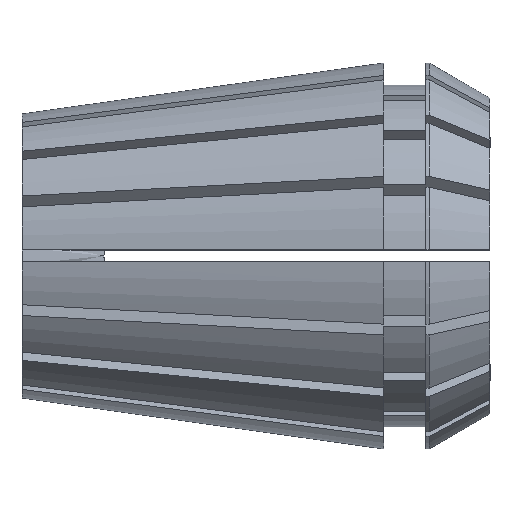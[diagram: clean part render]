
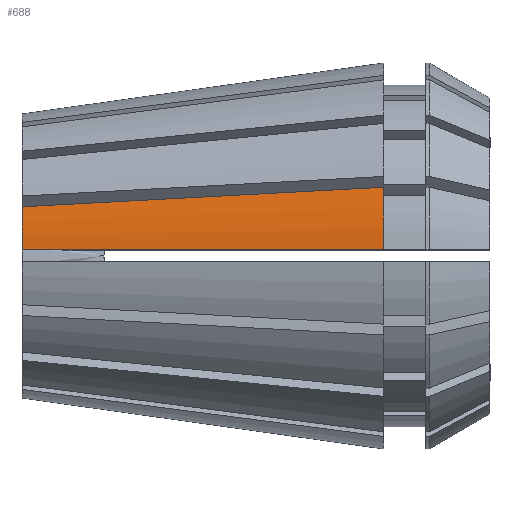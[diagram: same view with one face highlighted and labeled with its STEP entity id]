
A CAD part, top view. The second image highlights one B-rep face of the part: STEP entity #688.
In plain terms, the highlighted conical face has half-angle 8 degrees and reference radius 16.5 mm.
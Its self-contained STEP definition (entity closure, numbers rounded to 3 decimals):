
#2 = CARTESIAN_POINT ( 'NONE',  ( 27.645, 5.674, 15.006 ) ) ;
#71 = ORIENTED_EDGE ( 'NONE', *, *, #3096, .F. ) ;
#171 = CONICAL_SURFACE ( 'NONE', #3761, 16.5, 0.14 ) ;
#258 = AXIS2_PLACEMENT_3D ( 'NONE', #4246, #2006, #4667 ) ;
#602 = ORIENTED_EDGE ( 'NONE', *, *, #3273, .F. ) ;
#688 = ADVANCED_FACE ( 'NONE', ( #4606 ), #171, .T. ) ;
#1456 = EDGE_CURVE ( 'NONE', #4134, #5012, #5712, .T. ) ;
#1569 = CARTESIAN_POINT ( 'NONE',  ( 30.9, 0., 0. ) ) ;
#1623 = CARTESIAN_POINT ( 'NONE',  ( 18.714, 0.5, 14.779 ) ) ;
#1680 = EDGE_CURVE ( 'NONE', #3806, #5012, #2567, .T. ) ;
#1714 = AXIS2_PLACEMENT_3D ( 'NONE', #2858, #1920, #3780 ) ;
#1860 = ORIENTED_EDGE ( 'NONE', *, *, #1680, .F. ) ;
#1920 = DIRECTION ( 'NONE',  ( -1., 0., 0. ) ) ;
#2006 = DIRECTION ( 'NONE',  ( -1., 0., 0. ) ) ;
#2025 = DIRECTION ( 'NONE',  ( 1., 0., 0. ) ) ;
#2082 = CARTESIAN_POINT ( 'NONE',  ( 3.975, 0.5, 12.706 ) ) ;
#2442 = CARTESIAN_POINT ( 'NONE',  ( 11.344, 0.5, 13.743 ) ) ;
#2480 = DIRECTION ( 'NONE',  ( 0., 0., -1. ) ) ;
#2567 = B_SPLINE_CURVE_WITH_KNOTS ( 'NONE', 3,
 ( #3153, #3604, #4945, #5763, #2608, #2, #5315 ),
 .UNSPECIFIED., .F., .F.,
 ( 4, 3, 4 ),
 ( 0., 0.021, 0.031 ),
 .UNSPECIFIED. ) ;
#2608 = CARTESIAN_POINT ( 'NONE',  ( 24.391, 5.499, 14.583 ) ) ;
#2858 = CARTESIAN_POINT ( 'NONE',  ( 0., 0., 0. ) ) ;
#3096 = EDGE_CURVE ( 'NONE', #5260, #3806, #3397, .T. ) ;
#3153 = CARTESIAN_POINT ( 'NONE',  ( 0., 4.187, 11.414 ) ) ;
#3273 = EDGE_CURVE ( 'NONE', #4134, #5260, #4748, .T. ) ;
#3332 = ORIENTED_EDGE ( 'NONE', *, *, #1456, .T. ) ;
#3367 = CARTESIAN_POINT ( 'NONE',  ( 30.9, 5.85, 15.429 ) ) ;
#3368 = CARTESIAN_POINT ( 'NONE',  ( 30.9, 0.5, 16.493 ) ) ;
#3397 = CIRCLE ( 'NONE', #1714, 12.158 ) ;
#3604 = CARTESIAN_POINT ( 'NONE',  ( 7.045, 4.566, 12.33 ) ) ;
#3656 = CARTESIAN_POINT ( 'NONE',  ( 0., 0.5, 12.147 ) ) ;
#3761 = AXIS2_PLACEMENT_3D ( 'NONE', #1569, #2025, #2480 ) ;
#3780 = DIRECTION ( 'NONE',  ( 0., 0., 1. ) ) ;
#3806 = VERTEX_POINT ( 'NONE', #4553 ) ;
#3844 = EDGE_LOOP ( 'NONE', ( #1860, #71, #602, #3332 ) ) ;
#3878 = CARTESIAN_POINT ( 'NONE',  ( 27.689, 0.5, 16.041 ) ) ;
#4134 = VERTEX_POINT ( 'NONE', #3368 ) ;
#4246 = CARTESIAN_POINT ( 'NONE',  ( 30.9, 0., 0. ) ) ;
#4286 = CARTESIAN_POINT ( 'NONE',  ( 29.294, 0.5, 16.267 ) ) ;
#4329 = CARTESIAN_POINT ( 'NONE',  ( 26.083, 0.5, 15.815 ) ) ;
#4553 = CARTESIAN_POINT ( 'NONE',  ( 0., 4.187, 11.414 ) ) ;
#4606 = FACE_OUTER_BOUND ( 'NONE', #3844, .T. ) ;
#4667 = DIRECTION ( 'NONE',  ( 0., 0., 1. ) ) ;
#4691 = CARTESIAN_POINT ( 'NONE',  ( 1.325, 0.5, 12.334 ) ) ;
#4748 = B_SPLINE_CURVE_WITH_KNOTS ( 'NONE', 3,
 ( #5223, #4286, #3878, #4329, #1623, #2442, #2082, #5615, #4691, #5249 ),
 .UNSPECIFIED., .F., .F.,
 ( 4, 3, 3, 4 ),
 ( 0.061, 0.066, 0.089, 0.093 ),
 .UNSPECIFIED. ) ;
#4945 = CARTESIAN_POINT ( 'NONE',  ( 14.091, 4.945, 13.245 ) ) ;
#5012 = VERTEX_POINT ( 'NONE', #3367 ) ;
#5223 = CARTESIAN_POINT ( 'NONE',  ( 30.9, 0.5, 16.493 ) ) ;
#5249 = CARTESIAN_POINT ( 'NONE',  ( 0., 0.5, 12.147 ) ) ;
#5260 = VERTEX_POINT ( 'NONE', #3656 ) ;
#5315 = CARTESIAN_POINT ( 'NONE',  ( 30.9, 5.85, 15.429 ) ) ;
#5615 = CARTESIAN_POINT ( 'NONE',  ( 2.65, 0.5, 12.52 ) ) ;
#5712 = CIRCLE ( 'NONE', #258, 16.5 ) ;
#5763 = CARTESIAN_POINT ( 'NONE',  ( 21.136, 5.324, 14.16 ) ) ;
